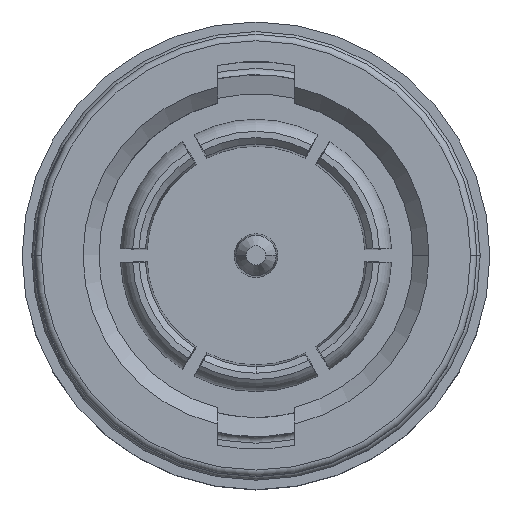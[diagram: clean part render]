
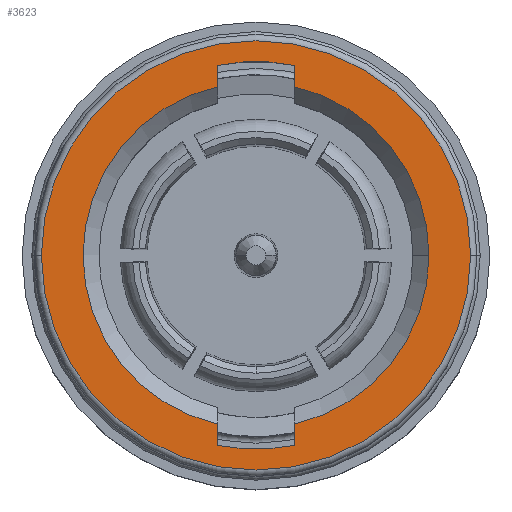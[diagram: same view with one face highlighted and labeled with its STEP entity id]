
A CAD part, top view. The second image highlights one B-rep face of the part: STEP entity #3623.
In plain terms, the highlighted planar face has unit normal (0, 0, 1).
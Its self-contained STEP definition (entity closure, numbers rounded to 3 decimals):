
#174 = DIRECTION ( 'NONE',  ( 0., 1., 0. ) ) ;
#537 = VERTEX_POINT ( 'NONE', #5816 ) ;
#687 = CARTESIAN_POINT ( 'NONE',  ( 0., 0., 0.85 ) ) ;
#786 = CARTESIAN_POINT ( 'NONE',  ( 1.2, 4.751, 0.85 ) ) ;
#804 = EDGE_CURVE ( 'NONE', #14481, #13931, #15647, .T. ) ;
#818 = DIRECTION ( 'NONE',  ( 0., 0., 1. ) ) ;
#1023 = CARTESIAN_POINT ( 'NONE',  ( 6.7, 0., 0.85 ) ) ;
#1275 = CARTESIAN_POINT ( 'NONE',  ( 1.2, 5.93, 0.85 ) ) ;
#1295 = CARTESIAN_POINT ( 'NONE',  ( 1.2, -5.93, 0.85 ) ) ;
#1495 = CARTESIAN_POINT ( 'NONE',  ( 0., 0., 0.85 ) ) ;
#1519 = EDGE_CURVE ( 'NONE', #14769, #9638, #7297, .T. ) ;
#1631 = CIRCLE ( 'NONE', #5818, 5.4 ) ;
#1649 = DIRECTION ( 'NONE',  ( 1., 0., 0. ) ) ;
#1845 = VERTEX_POINT ( 'NONE', #9545 ) ;
#1919 = DIRECTION ( 'NONE',  ( 0., 0., -1. ) ) ;
#2213 = FACE_OUTER_BOUND ( 'NONE', #12288, .T. ) ;
#2521 = ORIENTED_EDGE ( 'NONE', *, *, #6690, .T. ) ;
#2590 = EDGE_CURVE ( 'NONE', #6628, #10343, #2619, .T. ) ;
#2619 = CIRCLE ( 'NONE', #14122, 6.05 ) ;
#2781 = DIRECTION ( 'NONE',  ( -1., 0., 0. ) ) ;
#2907 = ORIENTED_EDGE ( 'NONE', *, *, #6797, .F. ) ;
#3053 = EDGE_CURVE ( 'NONE', #537, #5841, #11124, .T. ) ;
#3271 = DIRECTION ( 'NONE',  ( -1., 0., 0. ) ) ;
#3561 = FACE_BOUND ( 'NONE', #6210, .T. ) ;
#3623 = ADVANCED_FACE ( 'NONE', ( #2213, #3561 ), #15502, .F. ) ;
#3650 = CARTESIAN_POINT ( 'NONE',  ( -6.7, 0., 0.85 ) ) ;
#3656 = AXIS2_PLACEMENT_3D ( 'NONE', #9111, #5263, #7660 ) ;
#3964 = EDGE_CURVE ( 'NONE', #5841, #14481, #11521, .T. ) ;
#4282 = AXIS2_PLACEMENT_3D ( 'NONE', #687, #1919, #10595 ) ;
#4450 = VERTEX_POINT ( 'NONE', #1023 ) ;
#4548 = CARTESIAN_POINT ( 'NONE',  ( -1.2, 5.265, 0.85 ) ) ;
#4640 = CARTESIAN_POINT ( 'NONE',  ( 0., 0., 0.85 ) ) ;
#4744 = ORIENTED_EDGE ( 'NONE', *, *, #6525, .T. ) ;
#4823 = CARTESIAN_POINT ( 'NONE',  ( 0., 0., 0.85 ) ) ;
#5114 = CARTESIAN_POINT ( 'NONE',  ( 0., 0., 0.85 ) ) ;
#5263 = DIRECTION ( 'NONE',  ( 0., 0., 1. ) ) ;
#5534 = CARTESIAN_POINT ( 'NONE',  ( -1.2, -4.751, 0.85 ) ) ;
#5816 = CARTESIAN_POINT ( 'NONE',  ( 1.2, 5.265, 0.85 ) ) ;
#5818 = AXIS2_PLACEMENT_3D ( 'NONE', #4640, #14521, #8244 ) ;
#5841 = VERTEX_POINT ( 'NONE', #1275 ) ;
#6115 = VECTOR ( 'NONE', #6781, 1000. ) ;
#6210 = EDGE_LOOP ( 'NONE', ( #8673, #7916, #11191, #10766, #9843, #14545, #2907, #10275, #7996 ) ) ;
#6451 = DIRECTION ( 'NONE',  ( 0., 0., 1. ) ) ;
#6482 = VECTOR ( 'NONE', #174, 1000. ) ;
#6508 = CIRCLE ( 'NONE', #8179, 6.7 ) ;
#6525 = EDGE_CURVE ( 'NONE', #9169, #4450, #6508, .T. ) ;
#6579 = AXIS2_PLACEMENT_3D ( 'NONE', #12102, #15635, #14637 ) ;
#6621 = CARTESIAN_POINT ( 'NONE',  ( -1.2, -5.93, 0.85 ) ) ;
#6628 = VERTEX_POINT ( 'NONE', #6621 ) ;
#6690 = EDGE_CURVE ( 'NONE', #4450, #9169, #11758, .T. ) ;
#6781 = DIRECTION ( 'NONE',  ( 0., -1., 0. ) ) ;
#6797 = EDGE_CURVE ( 'NONE', #1845, #6628, #11572, .T. ) ;
#6838 = CARTESIAN_POINT ( 'NONE',  ( 0., 0., 0.85 ) ) ;
#6874 = LINE ( 'NONE', #10068, #6482 ) ;
#7297 = CIRCLE ( 'NONE', #9642, 5.4 ) ;
#7660 = DIRECTION ( 'NONE',  ( -1., 0., 0. ) ) ;
#7916 = ORIENTED_EDGE ( 'NONE', *, *, #3053, .F. ) ;
#7996 = ORIENTED_EDGE ( 'NONE', *, *, #804, .F. ) ;
#8179 = AXIS2_PLACEMENT_3D ( 'NONE', #5114, #10224, #2781 ) ;
#8244 = DIRECTION ( 'NONE',  ( 1., 0., 0. ) ) ;
#8673 = ORIENTED_EDGE ( 'NONE', *, *, #3964, .F. ) ;
#8906 = VECTOR ( 'NONE', #11581, 1000. ) ;
#8952 = DIRECTION ( 'NONE',  ( 1., 0., 0. ) ) ;
#9111 = CARTESIAN_POINT ( 'NONE',  ( 0., 0., 0.85 ) ) ;
#9169 = VERTEX_POINT ( 'NONE', #3650 ) ;
#9545 = CARTESIAN_POINT ( 'NONE',  ( -1.2, -5.265, 0.85 ) ) ;
#9638 = VERTEX_POINT ( 'NONE', #13468 ) ;
#9642 = AXIS2_PLACEMENT_3D ( 'NONE', #4823, #6451, #8952 ) ;
#9843 = ORIENTED_EDGE ( 'NONE', *, *, #13676, .F. ) ;
#10068 = CARTESIAN_POINT ( 'NONE',  ( 1.2, -4.751, 0.85 ) ) ;
#10177 = DIRECTION ( 'NONE',  ( 0., 0., 1. ) ) ;
#10224 = DIRECTION ( 'NONE',  ( 0., 0., 1. ) ) ;
#10275 = ORIENTED_EDGE ( 'NONE', *, *, #15522, .F. ) ;
#10333 = CARTESIAN_POINT ( 'NONE',  ( -1.2, 4.751, 0.85 ) ) ;
#10343 = VERTEX_POINT ( 'NONE', #1295 ) ;
#10488 = CARTESIAN_POINT ( 'NONE',  ( 1.2, -5.265, 0.85 ) ) ;
#10595 = DIRECTION ( 'NONE',  ( -1., 0., 0. ) ) ;
#10766 = ORIENTED_EDGE ( 'NONE', *, *, #1519, .F. ) ;
#10989 = CARTESIAN_POINT ( 'NONE',  ( -1.2, 5.93, 0.85 ) ) ;
#11124 = LINE ( 'NONE', #786, #11732 ) ;
#11191 = ORIENTED_EDGE ( 'NONE', *, *, #13966, .F. ) ;
#11521 = CIRCLE ( 'NONE', #3656, 6.05 ) ;
#11572 = LINE ( 'NONE', #5534, #6115 ) ;
#11581 = DIRECTION ( 'NONE',  ( 0., -1., 0. ) ) ;
#11732 = VECTOR ( 'NONE', #13218, 1000. ) ;
#11758 = CIRCLE ( 'NONE', #13779, 6.7 ) ;
#12102 = CARTESIAN_POINT ( 'NONE',  ( 0., 0., 0.85 ) ) ;
#12288 = EDGE_LOOP ( 'NONE', ( #4744, #2521 ) ) ;
#13218 = DIRECTION ( 'NONE',  ( 0., 1., 0. ) ) ;
#13468 = CARTESIAN_POINT ( 'NONE',  ( 5.4, 0., 0.85 ) ) ;
#13654 = CIRCLE ( 'NONE', #6579, 5.4 ) ;
#13676 = EDGE_CURVE ( 'NONE', #10343, #14769, #6874, .T. ) ;
#13779 = AXIS2_PLACEMENT_3D ( 'NONE', #6838, #818, #3271 ) ;
#13931 = VERTEX_POINT ( 'NONE', #4548 ) ;
#13966 = EDGE_CURVE ( 'NONE', #9638, #537, #13654, .T. ) ;
#14122 = AXIS2_PLACEMENT_3D ( 'NONE', #1495, #10177, #1649 ) ;
#14481 = VERTEX_POINT ( 'NONE', #10989 ) ;
#14521 = DIRECTION ( 'NONE',  ( 0., 0., 1. ) ) ;
#14545 = ORIENTED_EDGE ( 'NONE', *, *, #2590, .F. ) ;
#14637 = DIRECTION ( 'NONE',  ( 1., 0., 0. ) ) ;
#14769 = VERTEX_POINT ( 'NONE', #10488 ) ;
#15502 = PLANE ( 'NONE',  #4282 ) ;
#15522 = EDGE_CURVE ( 'NONE', #13931, #1845, #1631, .T. ) ;
#15635 = DIRECTION ( 'NONE',  ( 0., 0., 1. ) ) ;
#15647 = LINE ( 'NONE', #10333, #8906 ) ;
